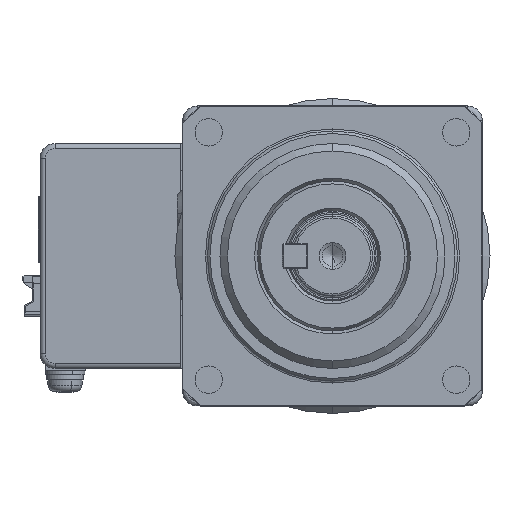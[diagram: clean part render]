
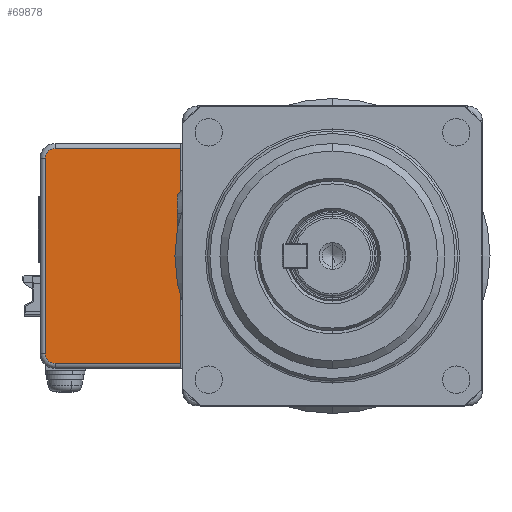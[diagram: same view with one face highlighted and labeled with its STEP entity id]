
A CAD part, left-side view. The second image highlights one B-rep face of the part: STEP entity #69878.
In plain terms, the highlighted planar face has unit normal (-1, 0, 0).
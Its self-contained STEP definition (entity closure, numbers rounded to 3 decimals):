
#744 = DIRECTION ( 'NONE',  ( 0., -1., 0. ) ) ;
#3180 = VERTEX_POINT ( 'NONE', #64918 ) ;
#6947 = CARTESIAN_POINT ( 'NONE',  ( -47., 87.5, 0. ) ) ;
#7431 = DIRECTION ( 'NONE',  ( 0., 0., -1. ) ) ;
#8105 = VECTOR ( 'NONE', #744, 1000. ) ;
#10368 = CARTESIAN_POINT ( 'NONE',  ( -47., 87.5, -10.5 ) ) ;
#10454 = EDGE_CURVE ( 'NONE', #3180, #21124, #26295, .T. ) ;
#12554 = ORIENTED_EDGE ( 'NONE', *, *, #130666, .T. ) ;
#19016 = CARTESIAN_POINT ( 'NONE',  ( -47., 85.5, -10.5 ) ) ;
#19215 = VERTEX_POINT ( 'NONE', #10368 ) ;
#19280 = CARTESIAN_POINT ( 'NONE',  ( -47., 85.5, -8.5 ) ) ;
#19851 = EDGE_CURVE ( 'NONE', #19215, #22998, #116086, .T. ) ;
#21124 = VERTEX_POINT ( 'NONE', #19280 ) ;
#22998 = VERTEX_POINT ( 'NONE', #95541 ) ;
#26069 = CARTESIAN_POINT ( 'NONE',  ( -47., 60.5, -51.5 ) ) ;
#26295 = LINE ( 'NONE', #39702, #98641 ) ;
#27929 = AXIS2_PLACEMENT_3D ( 'NONE', #135166, #47138, #49426 ) ;
#36628 = LINE ( 'NONE', #77377, #8105 ) ;
#39702 = CARTESIAN_POINT ( 'NONE',  ( -47., 85.5, -8.5 ) ) ;
#41778 = VERTEX_POINT ( 'NONE', #26069 ) ;
#42167 = CARTESIAN_POINT ( 'NONE',  ( -47., 0., 0. ) ) ;
#45408 = FACE_OUTER_BOUND ( 'NONE', #134299, .T. ) ;
#46192 = EDGE_CURVE ( 'NONE', #131719, #41778, #36628, .T. ) ;
#47138 = DIRECTION ( 'NONE',  ( -1., 0., 0. ) ) ;
#49426 = DIRECTION ( 'NONE',  ( 0., 0., -1. ) ) ;
#56838 = CIRCLE ( 'NONE', #27929, 2. ) ;
#60140 = ORIENTED_EDGE ( 'NONE', *, *, #127983, .T. ) ;
#61274 = DIRECTION ( 'NONE',  ( 0., 0., -1. ) ) ;
#62881 = DIRECTION ( 'NONE',  ( 1., 0., 0. ) ) ;
#64918 = CARTESIAN_POINT ( 'NONE',  ( -47., 60.5, -8.5 ) ) ;
#65144 = ORIENTED_EDGE ( 'NONE', *, *, #10454, .T. ) ;
#69878 = ADVANCED_FACE ( 'NONE', ( #45408 ), #128787, .F. ) ;
#72661 = CARTESIAN_POINT ( 'NONE',  ( -47., 85.5, -51.5 ) ) ;
#73237 = CARTESIAN_POINT ( 'NONE',  ( -47., 60.5, 0. ) ) ;
#73598 = ORIENTED_EDGE ( 'NONE', *, *, #19851, .T. ) ;
#77377 = CARTESIAN_POINT ( 'NONE',  ( -47., 0., -51.5 ) ) ;
#77394 = VECTOR ( 'NONE', #82613, 1000. ) ;
#82613 = DIRECTION ( 'NONE',  ( 0., 0., -1. ) ) ;
#85961 = DIRECTION ( 'NONE',  ( 0., 0., -1. ) ) ;
#87100 = AXIS2_PLACEMENT_3D ( 'NONE', #19016, #104143, #61274 ) ;
#88911 = AXIS2_PLACEMENT_3D ( 'NONE', #42167, #62881, #85961 ) ;
#95541 = CARTESIAN_POINT ( 'NONE',  ( -47., 87.5, -49.5 ) ) ;
#96417 = ORIENTED_EDGE ( 'NONE', *, *, #46192, .T. ) ;
#97069 = LINE ( 'NONE', #73237, #108831 ) ;
#98641 = VECTOR ( 'NONE', #125808, 1000. ) ;
#104143 = DIRECTION ( 'NONE',  ( -1., 0., 0. ) ) ;
#108831 = VECTOR ( 'NONE', #7431, 1000. ) ;
#116086 = LINE ( 'NONE', #6947, #77394 ) ;
#122067 = CIRCLE ( 'NONE', #87100, 2. ) ;
#125808 = DIRECTION ( 'NONE',  ( 0., 1., 0. ) ) ;
#126378 = EDGE_CURVE ( 'NONE', #3180, #41778, #97069, .T. ) ;
#127983 = EDGE_CURVE ( 'NONE', #21124, #19215, #122067, .T. ) ;
#128787 = PLANE ( 'NONE',  #88911 ) ;
#130666 = EDGE_CURVE ( 'NONE', #22998, #131719, #56838, .T. ) ;
#131719 = VERTEX_POINT ( 'NONE', #72661 ) ;
#134299 = EDGE_LOOP ( 'NONE', ( #134925, #65144, #60140, #73598, #12554, #96417 ) ) ;
#134925 = ORIENTED_EDGE ( 'NONE', *, *, #126378, .F. ) ;
#135166 = CARTESIAN_POINT ( 'NONE',  ( -47., 85.5, -49.5 ) ) ;
